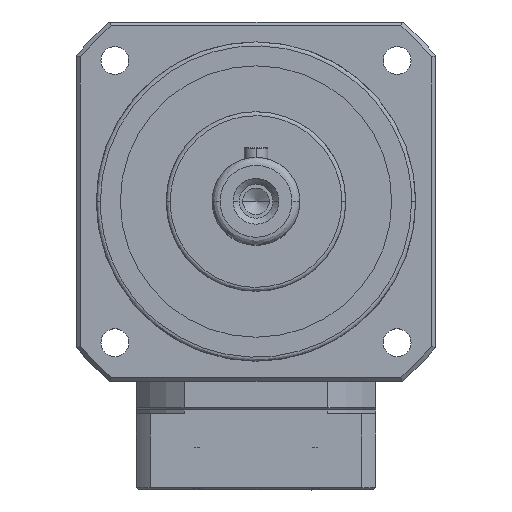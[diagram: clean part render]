
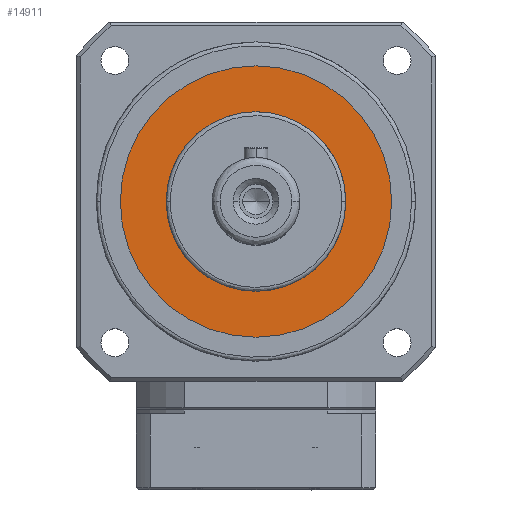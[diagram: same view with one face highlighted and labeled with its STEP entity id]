
A CAD part, top view. The second image highlights one B-rep face of the part: STEP entity #14911.
In plain terms, the highlighted planar face has unit normal (0, 0, 1).
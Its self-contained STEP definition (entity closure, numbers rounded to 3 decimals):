
#1327 = CARTESIAN_POINT ( 'NONE',  ( 34., 0., 109.49 ) ) ;
#3306 = ORIENTED_EDGE ( 'NONE', *, *, #18845, .T. ) ;
#3907 = CIRCLE ( 'NONE', #13965, 22.5 ) ;
#4027 = EDGE_CURVE ( 'NONE', #4747, #19225, #11412, .T. ) ;
#4747 = VERTEX_POINT ( 'NONE', #8474 ) ;
#5163 = VERTEX_POINT ( 'NONE', #15463 ) ;
#6506 = VERTEX_POINT ( 'NONE', #8458 ) ;
#7379 = CARTESIAN_POINT ( 'NONE',  ( 0., 0., 109.49 ) ) ;
#8414 = CARTESIAN_POINT ( 'NONE',  ( 0., 0., 109.49 ) ) ;
#8458 = CARTESIAN_POINT ( 'NONE',  ( -22.5, 0., 109.49 ) ) ;
#8474 = CARTESIAN_POINT ( 'NONE',  ( -34., 0., 109.49 ) ) ;
#9466 = AXIS2_PLACEMENT_3D ( 'NONE', #7379, #21650, #9485 ) ;
#9485 = DIRECTION ( 'NONE',  ( -1., 0., 0. ) ) ;
#10496 = DIRECTION ( 'NONE',  ( 1., 0., 0. ) ) ;
#10767 = CARTESIAN_POINT ( 'NONE',  ( 0., 0., 109.49 ) ) ;
#10856 = DIRECTION ( 'NONE',  ( 0., 0., 1. ) ) ;
#11073 = ORIENTED_EDGE ( 'NONE', *, *, #15625, .T. ) ;
#11412 = CIRCLE ( 'NONE', #19272, 34. ) ;
#11554 = FACE_BOUND ( 'NONE', #18555, .T. ) ;
#12770 = DIRECTION ( 'NONE',  ( -1., 0., 0. ) ) ;
#13292 = DIRECTION ( 'NONE',  ( -1., 0., 0. ) ) ;
#13383 = DIRECTION ( 'NONE',  ( 0., 0., 1. ) ) ;
#13471 = CARTESIAN_POINT ( 'NONE',  ( 0., 0., 109.49 ) ) ;
#13696 = CIRCLE ( 'NONE', #20631, 34. ) ;
#13965 = AXIS2_PLACEMENT_3D ( 'NONE', #10767, #25070, #12770 ) ;
#14911 = ADVANCED_FACE ( 'NONE', ( #22422, #11554 ), #24598, .T. ) ;
#15288 = ORIENTED_EDGE ( 'NONE', *, *, #24614, .T. ) ;
#15463 = CARTESIAN_POINT ( 'NONE',  ( 22.5, 0., 109.49 ) ) ;
#15625 = EDGE_CURVE ( 'NONE', #19225, #4747, #13696, .T. ) ;
#15652 = ORIENTED_EDGE ( 'NONE', *, *, #4027, .T. ) ;
#17640 = AXIS2_PLACEMENT_3D ( 'NONE', #8414, #22697, #10496 ) ;
#18555 = EDGE_LOOP ( 'NONE', ( #3306, #15288 ) ) ;
#18845 = EDGE_CURVE ( 'NONE', #6506, #5163, #3907, .T. ) ;
#18943 = EDGE_LOOP ( 'NONE', ( #15652, #11073 ) ) ;
#19225 = VERTEX_POINT ( 'NONE', #1327 ) ;
#19272 = AXIS2_PLACEMENT_3D ( 'NONE', #13471, #13383, #13292 ) ;
#20631 = AXIS2_PLACEMENT_3D ( 'NONE', #23075, #10856, #25172 ) ;
#21650 = DIRECTION ( 'NONE',  ( 0., 0., -1. ) ) ;
#22422 = FACE_OUTER_BOUND ( 'NONE', #18943, .T. ) ;
#22697 = DIRECTION ( 'NONE',  ( 0., 0., 1. ) ) ;
#23075 = CARTESIAN_POINT ( 'NONE',  ( 0., 0., 109.49 ) ) ;
#24598 = PLANE ( 'NONE',  #17640 ) ;
#24614 = EDGE_CURVE ( 'NONE', #5163, #6506, #25046, .T. ) ;
#25046 = CIRCLE ( 'NONE', #9466, 22.5 ) ;
#25070 = DIRECTION ( 'NONE',  ( 0., 0., -1. ) ) ;
#25172 = DIRECTION ( 'NONE',  ( -1., 0., 0. ) ) ;
